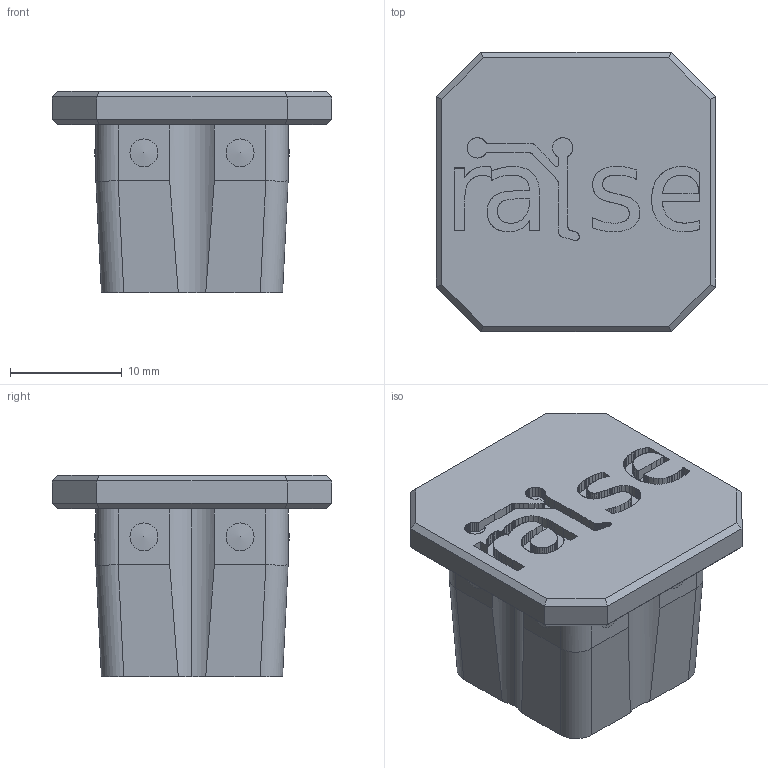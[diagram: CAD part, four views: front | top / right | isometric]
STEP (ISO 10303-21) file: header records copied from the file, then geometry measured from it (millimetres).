
FILE_DESCRIPTION (( 'STEP AP214' ), '1' );
FILE_NAME ('Endkappe_Logo.STEP', '2025-06-04T17:35:52', ( '' ), ( '' ), 'SwSTEP 2.0', 'SolidWorks 2025', '' );
FILE_SCHEMA (( 'AUTOMOTIVE_DESIGN' ));
Length unit declared in the file: millimetre
Products named in the file (1): Endkappe_Logo
Bounding box: 25 x 25 x 18 mm (x, y, z)
Volume: 5824.7 mm3; surface area: 2508 mm2
Topology: 1 solids, 1 shells, 678 faces, 1988 edges, 1320 vertices
Faces by surface type: cylinder 543, plane 127, sphere 8
Entity records: 22917 total; most frequent: DIRECTION 4372, CARTESIAN_POINT 4019, ORIENTED_EDGE 3928, EDGE_CURVE 1964, AXIS2_PLACEMENT_3D 1753, VERTEX_POINT 1304, CIRCLE 1074, LINE 866
